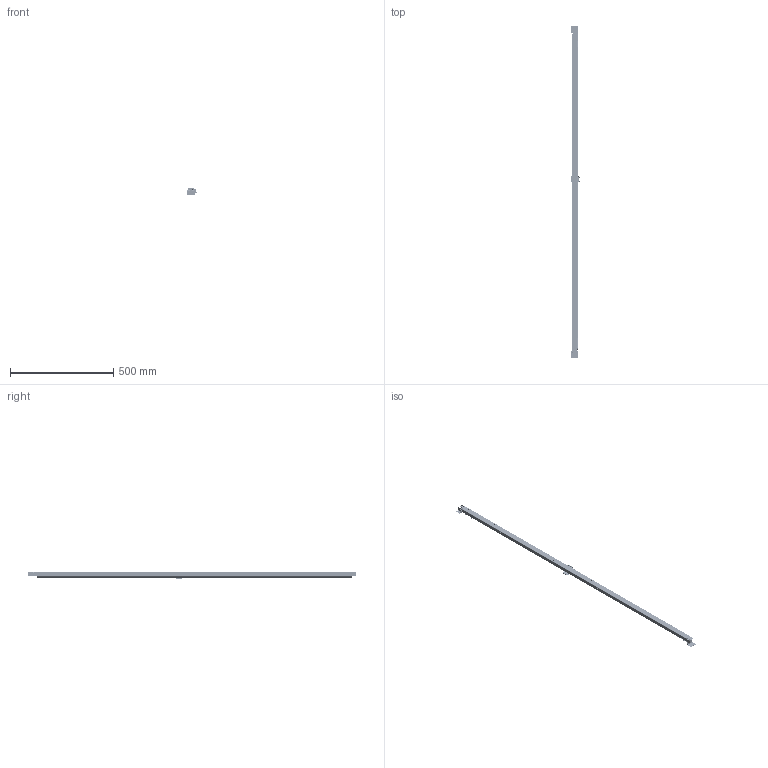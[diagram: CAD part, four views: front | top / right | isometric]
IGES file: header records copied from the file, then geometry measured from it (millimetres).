
Start section:  PTC IGES file: 141907_sm01.igs
Global section: file name: 141907_sm01.igs; native system: Creo Parametric by PTC Inc.; preprocessor: 2022414; author: banengservice; organization: Unknown; date: 20250709.104825; units: millimetre
Bounding box: 45.22 x 1607.93 x 34.17 mm (x, y, z)
Volume: 951753.1 mm3; surface area: 1000033.9 mm2
Topology: 5 solids, 5 shells, 5548 faces, 29582 edges, 37189 vertices
Faces by surface type: bspline 2938, revolution 2610
